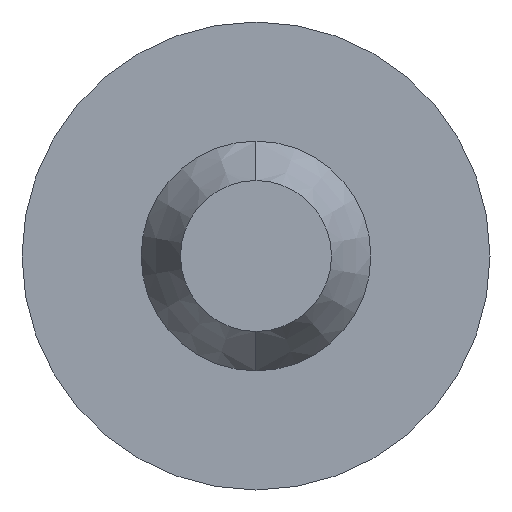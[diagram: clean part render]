
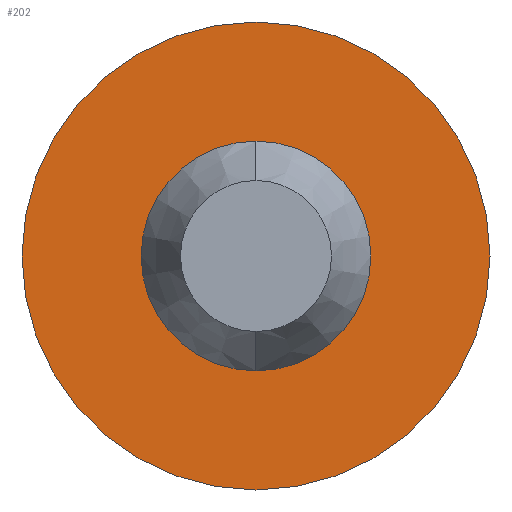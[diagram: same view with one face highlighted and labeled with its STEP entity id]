
A CAD part, left-side view. The second image highlights one B-rep face of the part: STEP entity #202.
In plain terms, the highlighted planar face has unit normal (-1, 0, 0).
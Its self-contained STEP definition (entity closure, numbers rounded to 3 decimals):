
#1 = PLANE ( 'NONE',  #201 ) ;
#10 = ORIENTED_EDGE ( 'NONE', *, *, #442, .F. ) ;
#17 = ORIENTED_EDGE ( 'NONE', *, *, #346, .F. ) ;
#18 = DIRECTION ( 'NONE',  ( -1., 0., 0. ) ) ;
#27 = EDGE_CURVE ( 'NONE', #398, #146, #188, .T. ) ;
#35 = VERTEX_POINT ( 'NONE', #189 ) ;
#56 = DIRECTION ( 'NONE',  ( 0., 0., -1. ) ) ;
#79 = DIRECTION ( 'NONE',  ( 0., 0., 1. ) ) ;
#82 = CARTESIAN_POINT ( 'NONE',  ( 0.37, 0., 1.395 ) ) ;
#91 = DIRECTION ( 'NONE',  ( -1., 0., 0. ) ) ;
#98 = CARTESIAN_POINT ( 'NONE',  ( 0.37, 0.685, 0. ) ) ;
#107 = CIRCLE ( 'NONE', #185, 1.395 ) ;
#120 = CARTESIAN_POINT ( 'NONE',  ( 0.37, 0., 0.685 ) ) ;
#135 = CIRCLE ( 'NONE', #252, 0.685 ) ;
#146 = VERTEX_POINT ( 'NONE', #82 ) ;
#170 = AXIS2_PLACEMENT_3D ( 'NONE', #307, #91, #351 ) ;
#178 = EDGE_CURVE ( 'NONE', #146, #398, #107, .T. ) ;
#185 = AXIS2_PLACEMENT_3D ( 'NONE', #191, #18, #207 ) ;
#188 = CIRCLE ( 'NONE', #403, 1.395 ) ;
#189 = CARTESIAN_POINT ( 'NONE',  ( 0.37, 0., -0.685 ) ) ;
#191 = CARTESIAN_POINT ( 'NONE',  ( 0.37, 0., 0. ) ) ;
#201 = AXIS2_PLACEMENT_3D ( 'NONE', #98, #279, #56 ) ;
#202 = ADVANCED_FACE ( 'NONE', ( #319, #492 ), #1, .F. ) ;
#207 = DIRECTION ( 'NONE',  ( 0., 0., 1. ) ) ;
#212 = EDGE_LOOP ( 'NONE', ( #227, #306 ) ) ;
#227 = ORIENTED_EDGE ( 'NONE', *, *, #178, .T. ) ;
#252 = AXIS2_PLACEMENT_3D ( 'NONE', #421, #261, #79 ) ;
#261 = DIRECTION ( 'NONE',  ( -1., 0., 0. ) ) ;
#278 = EDGE_LOOP ( 'NONE', ( #10, #17 ) ) ;
#279 = DIRECTION ( 'NONE',  ( 1., 0., 0. ) ) ;
#284 = DIRECTION ( 'NONE',  ( 0., 0., 1. ) ) ;
#306 = ORIENTED_EDGE ( 'NONE', *, *, #27, .T. ) ;
#307 = CARTESIAN_POINT ( 'NONE',  ( 0.37, 0., 0. ) ) ;
#319 = FACE_BOUND ( 'NONE', #278, .T. ) ;
#333 = CARTESIAN_POINT ( 'NONE',  ( 0.37, 0., -1.395 ) ) ;
#346 = EDGE_CURVE ( 'NONE', #35, #375, #135, .T. ) ;
#351 = DIRECTION ( 'NONE',  ( 0., 0., 1. ) ) ;
#358 = DIRECTION ( 'NONE',  ( -1., 0., 0. ) ) ;
#363 = CARTESIAN_POINT ( 'NONE',  ( 0.37, 0., 0. ) ) ;
#364 = CIRCLE ( 'NONE', #170, 0.685 ) ;
#375 = VERTEX_POINT ( 'NONE', #120 ) ;
#398 = VERTEX_POINT ( 'NONE', #333 ) ;
#403 = AXIS2_PLACEMENT_3D ( 'NONE', #363, #358, #284 ) ;
#421 = CARTESIAN_POINT ( 'NONE',  ( 0.37, 0., 0. ) ) ;
#442 = EDGE_CURVE ( 'NONE', #375, #35, #364, .T. ) ;
#492 = FACE_OUTER_BOUND ( 'NONE', #212, .T. ) ;
